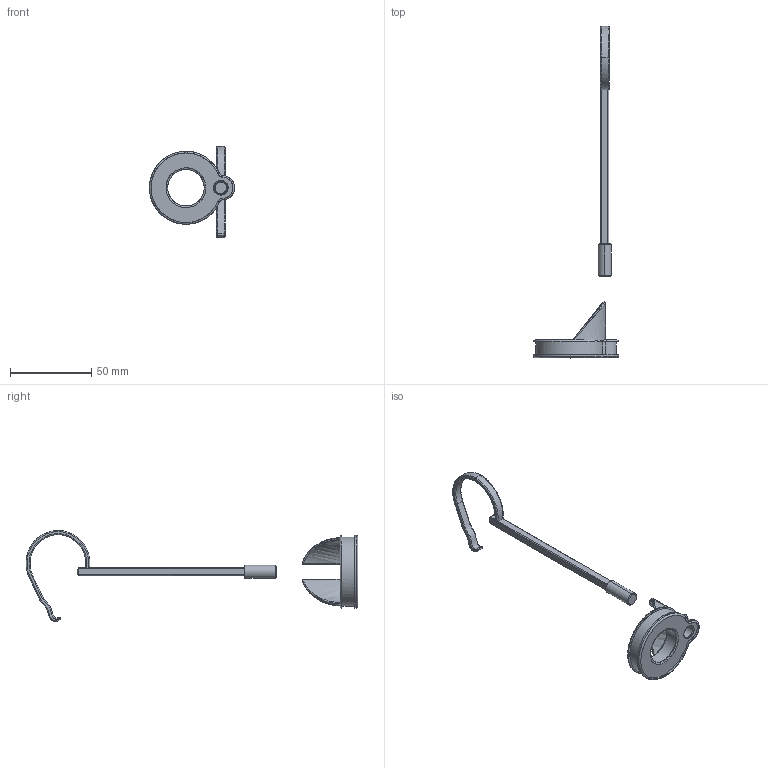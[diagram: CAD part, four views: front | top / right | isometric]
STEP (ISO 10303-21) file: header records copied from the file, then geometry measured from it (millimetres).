
FILE_DESCRIPTION(/* description */ (''),/* implementation_level */ '2;1');
FILE_NAME(/* name */ 'SUPPOR~1',/* time_stamp */ '2018-12-19T13:39:16+05:00',/* author */ (''),/* organization */ (''),/* preprocessor_version */ 'ST-DEVELOPER v15',/* originating_system */ '',/* authorisation */ '');
FILE_SCHEMA (('AUTOMOTIVE_DESIGN'));
Length unit declared in the file: centimetre
Products named in the file (1): Document
Bounding box: 52.51 x 204.78 x 56.2 mm (x, y, z)
Volume: 3514.9 mm3; surface area: 11122.9 mm2
Topology: 2 solids, 58 shells, 127 faces, 395 edges, 319 vertices
Faces by surface type: bspline 127
Entity records: 12975 total; most frequent: CARTESIAN_POINT 8959, B_SPLINE_CURVE_WITH_KNOTS 693, ORIENTED_EDGE 528, PCURVE 528, DEFINITIONAL_REPRESENTATION 528, SURFACE_CURVE 392, EDGE_CURVE 392, VERTEX_POINT 316
